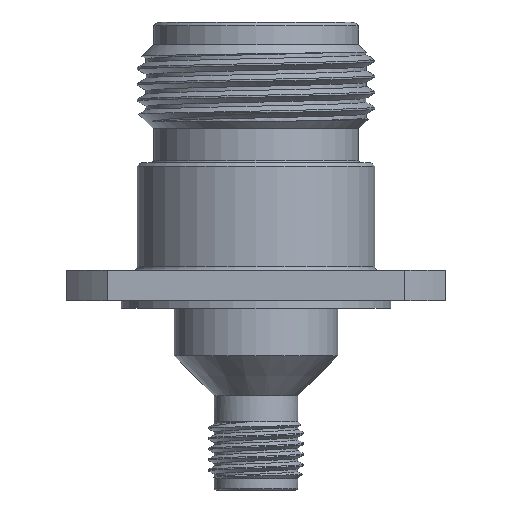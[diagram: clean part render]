
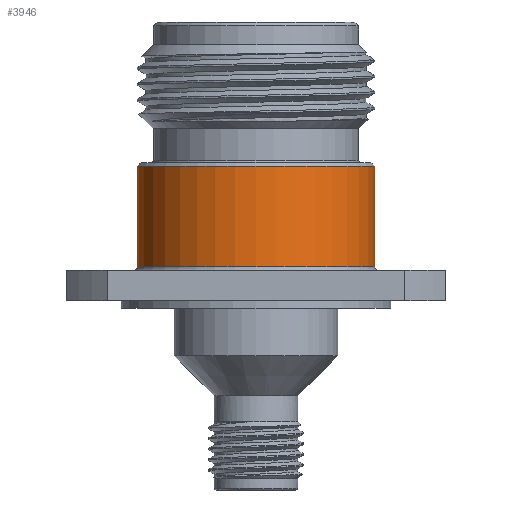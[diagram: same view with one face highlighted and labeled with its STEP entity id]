
A CAD part, front view. The second image highlights one B-rep face of the part: STEP entity #3946.
In plain terms, the highlighted cylindrical face has radius 7.938 mm (diameter 15.875 mm), a partial arc.
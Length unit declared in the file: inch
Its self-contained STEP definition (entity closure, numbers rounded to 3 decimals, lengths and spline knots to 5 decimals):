
#167 = VERTEX_POINT ( 'NONE', #5254 ) ;
#241 = CARTESIAN_POINT ( 'NONE',  ( 0., 0., -0.644 ) ) ;
#267 = DIRECTION ( 'NONE',  ( 0., 0., 1. ) ) ;
#683 = LINE ( 'NONE', #7367, #5027 ) ;
#696 = CIRCLE ( 'NONE', #1581, 0.3125 ) ;
#804 = DIRECTION ( 'NONE',  ( 1., 0., 0. ) ) ;
#1107 = ORIENTED_EDGE ( 'NONE', *, *, #6916, .T. ) ;
#1581 = AXIS2_PLACEMENT_3D ( 'NONE', #4162, #4256, #2593 ) ;
#1739 = LINE ( 'NONE', #2552, #5855 ) ;
#1862 = DIRECTION ( 'NONE',  ( 0., 0., 1. ) ) ;
#2107 = AXIS2_PLACEMENT_3D ( 'NONE', #241, #267, #804 ) ;
#2341 = ORIENTED_EDGE ( 'NONE', *, *, #6064, .T. ) ;
#2424 = CARTESIAN_POINT ( 'NONE',  ( 0., 0., -0.82 ) ) ;
#2552 = CARTESIAN_POINT ( 'NONE',  ( -0.3125, 0., -0.82 ) ) ;
#2556 = ORIENTED_EDGE ( 'NONE', *, *, #6420, .F. ) ;
#2593 = DIRECTION ( 'NONE',  ( -1., 0., 0. ) ) ;
#2597 = DIRECTION ( 'NONE',  ( 0., 0., 1. ) ) ;
#2753 = CARTESIAN_POINT ( 'NONE',  ( 0.3125, 0., -0.38 ) ) ;
#2864 = DIRECTION ( 'NONE',  ( 1., 0., 0. ) ) ;
#3746 = CARTESIAN_POINT ( 'NONE',  ( -0.3125, 0., -0.644 ) ) ;
#3946 = ADVANCED_FACE ( 'NONE', ( #7230 ), #6688, .T. ) ;
#4162 = CARTESIAN_POINT ( 'NONE',  ( 0., 0., -0.38 ) ) ;
#4256 = DIRECTION ( 'NONE',  ( 0., 0., -1. ) ) ;
#4315 = EDGE_CURVE ( 'NONE', #5793, #5789, #696, .T. ) ;
#5027 = VECTOR ( 'NONE', #6259, 39.37008 ) ;
#5046 = EDGE_LOOP ( 'NONE', ( #2556, #1107, #2341, #7232 ) ) ;
#5254 = CARTESIAN_POINT ( 'NONE',  ( 0.3125, 0., -0.644 ) ) ;
#5689 = VERTEX_POINT ( 'NONE', #3746 ) ;
#5789 = VERTEX_POINT ( 'NONE', #7329 ) ;
#5793 = VERTEX_POINT ( 'NONE', #2753 ) ;
#5855 = VECTOR ( 'NONE', #2597, 39.37008 ) ;
#6064 = EDGE_CURVE ( 'NONE', #167, #5793, #683, .T. ) ;
#6259 = DIRECTION ( 'NONE',  ( 0., 0., 1. ) ) ;
#6420 = EDGE_CURVE ( 'NONE', #5689, #5789, #1739, .T. ) ;
#6445 = AXIS2_PLACEMENT_3D ( 'NONE', #2424, #1862, #2864 ) ;
#6669 = CIRCLE ( 'NONE', #2107, 0.3125 ) ;
#6688 = CYLINDRICAL_SURFACE ( 'NONE', #6445, 0.3125 ) ;
#6916 = EDGE_CURVE ( 'NONE', #5689, #167, #6669, .T. ) ;
#7230 = FACE_OUTER_BOUND ( 'NONE', #5046, .T. ) ;
#7232 = ORIENTED_EDGE ( 'NONE', *, *, #4315, .T. ) ;
#7329 = CARTESIAN_POINT ( 'NONE',  ( -0.3125, 0., -0.38 ) ) ;
#7367 = CARTESIAN_POINT ( 'NONE',  ( 0.3125, 0., -0.82 ) ) ;
